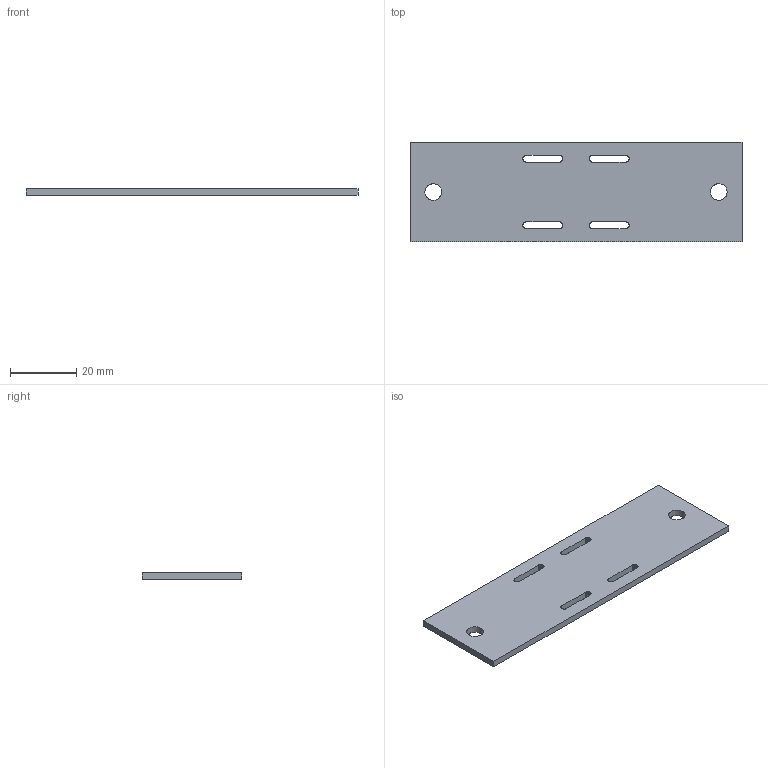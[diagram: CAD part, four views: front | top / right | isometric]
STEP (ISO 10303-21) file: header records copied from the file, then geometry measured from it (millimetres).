
FILE_DESCRIPTION(('FreeCAD Model'),'2;1');
FILE_NAME('Open CASCADE Shape Model','2024-03-10T16:42:38',(''),(''), 'Open CASCADE STEP processor 7.6','FreeCAD','Unknown');
FILE_SCHEMA(('AUTOMOTIVE_DESIGN { 1 0 10303 214 1 1 1 1 }'));
Length unit declared in the file: millimetre
Products named in the file (3): base; LCS_0; base001
Assembly tree (2 placements, depth 2):
  base
    LCS_0
    base001
Bounding box: 100 x 30 x 2 mm (x, y, z)
Volume: 5737.9 mm3; surface area: 6534.1 mm2
Topology: 1 solids, 1 shells, 296 faces, 882 edges, 588 vertices
Faces by surface type: extrusion 294, plane 2
Entity records: 9538 total; most frequent: CARTESIAN_POINT 2681, ORIENTED_EDGE 1764, EDGE_CURVE 882, B_SPLINE_CURVE_WITH_KNOTS 876, DIRECTION 598, VERTEX_POINT 588, VECTOR 588, FACE_BOUND 308
